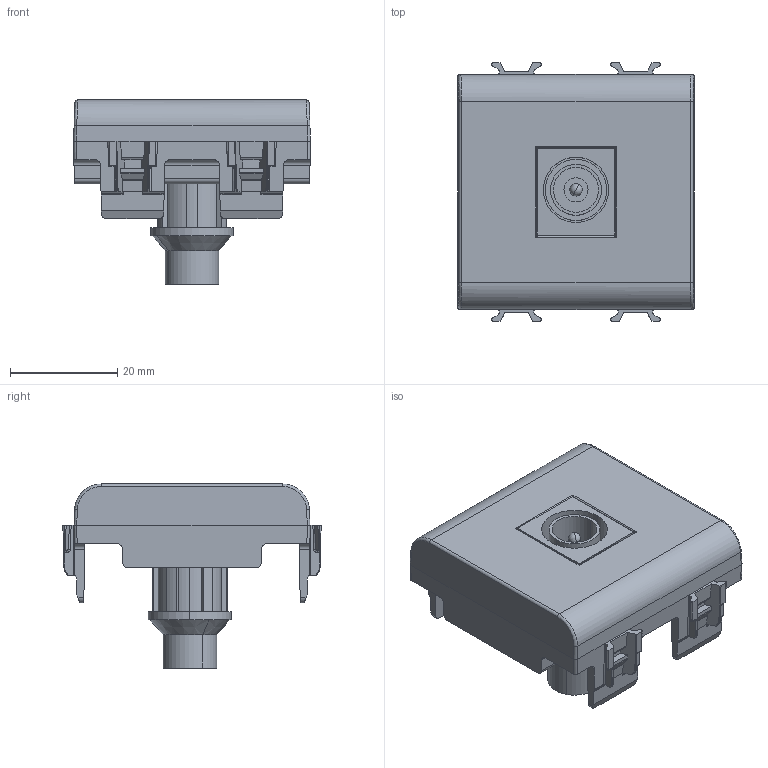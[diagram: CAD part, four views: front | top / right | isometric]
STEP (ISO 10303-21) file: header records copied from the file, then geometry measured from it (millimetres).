
FILE_DESCRIPTION(('CATIA V5 STEP Exchange','CAx-IF Rec.Pracs.--- Model Styling and Organization---1.4--- 2014-01-23'),'2;1');
FILE_NAME('GW10367.stp','2024-02-06T13:33:01+00:00',('none'),('none'),'CATIA Version 5-6 Release 2019 SP6','CATIA V5 STEP AP214 v1','none');
FILE_SCHEMA(('AUTOMOTIVE_DESIGN { 1 0 10303 214 1 1 1 1 }'));
Length unit declared in the file: millimetre
Products named in the file (1): GW10367
Bounding box: 44.25 x 48.25 x 34.4 mm (x, y, z)
Volume: 27195.4 mm3; surface area: 11829.5 mm2
Topology: 2 solids, 4 shells, 528 faces, 1430 edges, 894 vertices
Faces by surface type: plane 240, cylinder 192, bspline 64, sphere 18, torus 8, cone 6
Entity records: 25093 total; most frequent: CARTESIAN_POINT 13107, ORIENTED_EDGE 2800, DIRECTION 1650, EDGE_CURVE 1400, VERTEX_POINT 894, VECTOR 782, LINE 782, EDGE_LOOP 546
